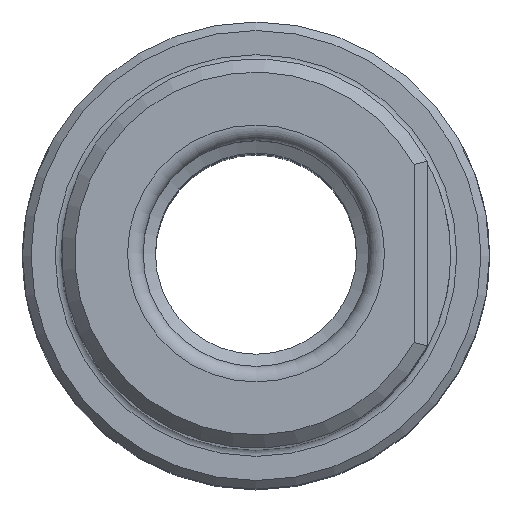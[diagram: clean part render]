
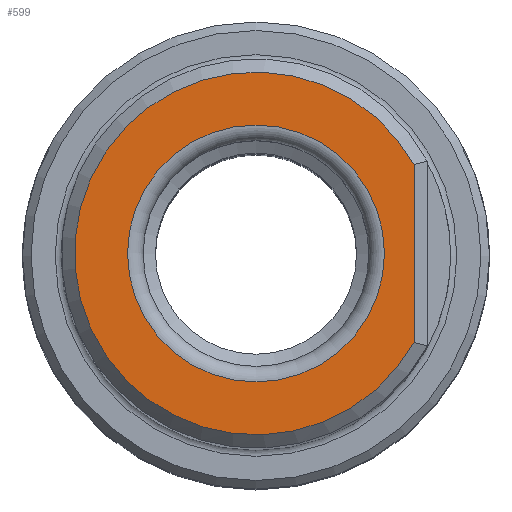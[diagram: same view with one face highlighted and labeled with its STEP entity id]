
A CAD part, top view. The second image highlights one B-rep face of the part: STEP entity #599.
In plain terms, the highlighted planar face has unit normal (0, 0, 1).
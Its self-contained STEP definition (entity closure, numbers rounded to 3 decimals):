
#23=PLANE('',#648);
#50=LINE('',#875,#63);
#63=VECTOR('',#736,1000.);
#98=ORIENTED_EDGE('',*,*,#180,.F.);
#99=ORIENTED_EDGE('',*,*,#178,.T.);
#100=ORIENTED_EDGE('',*,*,#181,.T.);
#178=EDGE_CURVE('',#220,#219,#242,.T.);
#180=EDGE_CURVE('',#221,#221,#243,.T.);
#181=EDGE_CURVE('',#219,#220,#50,.T.);
#219=VERTEX_POINT('',#865);
#220=VERTEX_POINT('',#867);
#221=VERTEX_POINT('',#874);
#242=CIRCLE('',#647,11.65);
#243=CIRCLE('',#649,8.25);
#268=EDGE_LOOP('',(#98));
#269=EDGE_LOOP('',(#99,#100));
#322=FACE_BOUND('',#268,.T.);
#323=FACE_BOUND('',#269,.T.);
#599=ADVANCED_FACE('',(#322,#323),#23,.F.);
#647=AXIS2_PLACEMENT_3D('',#866,#730,#731);
#648=AXIS2_PLACEMENT_3D('',#872,#732,#733);
#649=AXIS2_PLACEMENT_3D('',#873,#734,#735);
#730=DIRECTION('',(0.,0.,1.));
#731=DIRECTION('',(1.,0.,0.));
#732=DIRECTION('',(0.,0.,-1.));
#733=DIRECTION('',(-1.,0.,0.));
#734=DIRECTION('',(0.,0.,1.));
#735=DIRECTION('',(1.,0.,0.));
#736=DIRECTION('',(0.,1.,0.));
#865=CARTESIAN_POINT('',(10.15,-5.718,122.));
#866=CARTESIAN_POINT('',(0.,0.,122.));
#867=CARTESIAN_POINT('',(10.15,5.718,122.));
#872=CARTESIAN_POINT('',(11.65,0.,122.));
#873=CARTESIAN_POINT('',(0.,0.,122.));
#874=CARTESIAN_POINT('',(8.25,0.,122.));
#875=CARTESIAN_POINT('',(10.15,3.837,122.));
